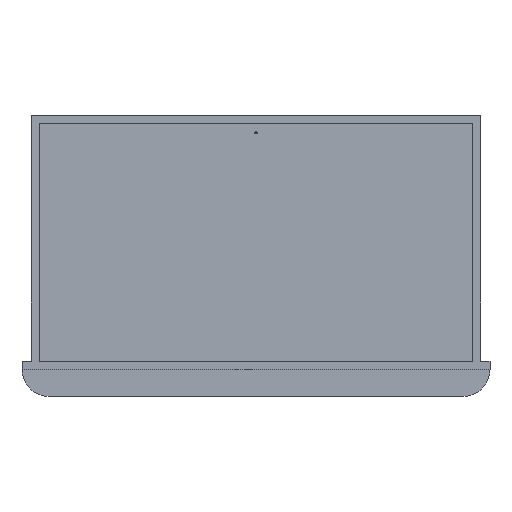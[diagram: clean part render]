
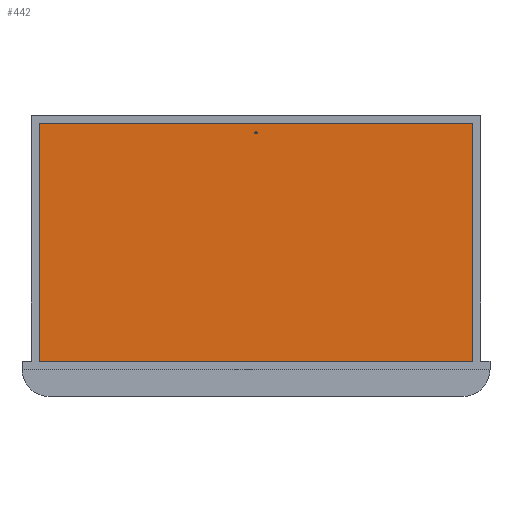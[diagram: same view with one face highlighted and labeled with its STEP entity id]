
A CAD part, top view. The second image highlights one B-rep face of the part: STEP entity #442.
In plain terms, the highlighted planar face has unit normal (0, 0, 1).
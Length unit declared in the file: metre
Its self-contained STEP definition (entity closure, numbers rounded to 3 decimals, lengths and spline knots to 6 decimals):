
#25=CIRCLE('',#488,0.00125);
#89=ORIENTED_EDGE('',*,*,#188,.F.);
#90=ORIENTED_EDGE('',*,*,#178,.F.);
#91=ORIENTED_EDGE('',*,*,#184,.T.);
#92=ORIENTED_EDGE('',*,*,#186,.T.);
#93=ORIENTED_EDGE('',*,*,#187,.F.);
#178=EDGE_CURVE('',#230,#231,#272,.T.);
#184=EDGE_CURVE('',#230,#235,#275,.T.);
#186=EDGE_CURVE('',#235,#236,#277,.T.);
#187=EDGE_CURVE('',#231,#236,#278,.T.);
#188=EDGE_CURVE('',#237,#237,#25,.T.);
#230=VERTEX_POINT('',#695);
#231=VERTEX_POINT('',#697);
#235=VERTEX_POINT('',#707);
#236=VERTEX_POINT('',#711);
#237=VERTEX_POINT('',#717);
#272=LINE('',#696,#318);
#275=LINE('',#708,#321);
#277=LINE('',#712,#323);
#278=LINE('',#714,#324);
#318=VECTOR('',#560,1.);
#321=VECTOR('',#571,1.);
#323=VECTOR('',#575,1.);
#324=VECTOR('',#578,1.);
#355=EDGE_LOOP('',(#89));
#356=EDGE_LOOP('',(#90,#91,#92,#93));
#393=FACE_BOUND('',#355,.T.);
#394=FACE_BOUND('',#356,.T.);
#423=PLANE('',#487);
#442=ADVANCED_FACE('',(#393,#394),#423,.T.);
#487=AXIS2_PLACEMENT_3D('',#715,#579,#580);
#488=AXIS2_PLACEMENT_3D('',#716,#581,#582);
#560=DIRECTION('',(0.,-1.,0.));
#571=DIRECTION('',(-1.,0.,0.));
#575=DIRECTION('',(0.,-1.,0.));
#578=DIRECTION('',(-1.,0.,0.));
#579=DIRECTION('',(0.,0.,1.));
#580=DIRECTION('',(1.,0.,0.));
#581=DIRECTION('',(0.,0.,1.));
#582=DIRECTION('',(1.,0.,0.));
#695=CARTESIAN_POINT('',(0.239,0.131,0.009));
#696=CARTESIAN_POINT('',(0.239,0.,0.009));
#697=CARTESIAN_POINT('',(0.239,-0.131,0.009));
#707=CARTESIAN_POINT('',(-0.239,0.131,0.009));
#708=CARTESIAN_POINT('',(0.,0.131,0.009));
#711=CARTESIAN_POINT('',(-0.239,-0.131,0.009));
#712=CARTESIAN_POINT('',(-0.239,0.,0.009));
#714=CARTESIAN_POINT('',(0.,-0.131,0.009));
#715=CARTESIAN_POINT('',(0.,0.,0.009));
#716=CARTESIAN_POINT('',(0.,0.121,0.009));
#717=CARTESIAN_POINT('',(0.00125,0.121,0.009));
